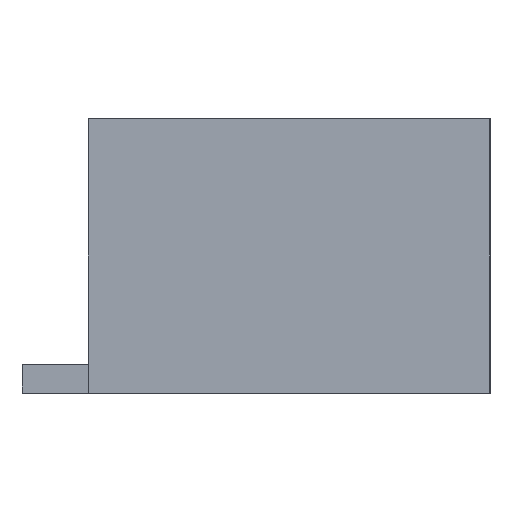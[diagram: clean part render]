
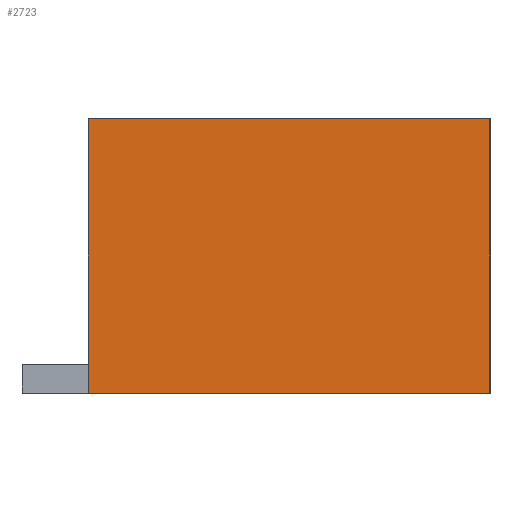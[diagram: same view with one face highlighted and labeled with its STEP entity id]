
A CAD part, left-side view. The second image highlights one B-rep face of the part: STEP entity #2723.
In plain terms, the highlighted planar face has unit normal (-1, 0, 0).
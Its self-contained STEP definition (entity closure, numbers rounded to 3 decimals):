
#152 = LINE ( 'NONE', #3541, #4920 ) ;
#166 = EDGE_CURVE ( 'NONE', #4293, #535, #1631, .T. ) ;
#180 = EDGE_CURVE ( 'NONE', #318, #4293, #152, .T. ) ;
#318 = VERTEX_POINT ( 'NONE', #2535 ) ;
#535 = VERTEX_POINT ( 'NONE', #1505 ) ;
#609 = DIRECTION ( 'NONE',  ( 1., 0., 0. ) ) ;
#718 = CARTESIAN_POINT ( 'NONE',  ( -6.5, 2.125, 2.9 ) ) ;
#951 = EDGE_LOOP ( 'NONE', ( #4026, #4021, #2472, #4147 ) ) ;
#991 = VERTEX_POINT ( 'NONE', #4448 ) ;
#1010 = DIRECTION ( 'NONE',  ( 0., -1., 0. ) ) ;
#1014 = LINE ( 'NONE', #1826, #2654 ) ;
#1505 = CARTESIAN_POINT ( 'NONE',  ( -6.5, -2.125, 0. ) ) ;
#1524 = EDGE_CURVE ( 'NONE', #991, #535, #1014, .T. ) ;
#1631 = LINE ( 'NONE', #3183, #2113 ) ;
#1753 = FACE_OUTER_BOUND ( 'NONE', #951, .T. ) ;
#1776 = DIRECTION ( 'NONE',  ( 0., 0., -1. ) ) ;
#1826 = CARTESIAN_POINT ( 'NONE',  ( -6.5, -2.125, 2.9 ) ) ;
#1997 = DIRECTION ( 'NONE',  ( 0., -1., 0. ) ) ;
#2113 = VECTOR ( 'NONE', #1997, 1000. ) ;
#2147 = PLANE ( 'NONE',  #2644 ) ;
#2472 = ORIENTED_EDGE ( 'NONE', *, *, #2748, .F. ) ;
#2535 = CARTESIAN_POINT ( 'NONE',  ( -6.5, 2.125, 2.9 ) ) ;
#2636 = LINE ( 'NONE', #718, #4982 ) ;
#2644 = AXIS2_PLACEMENT_3D ( 'NONE', #3298, #609, #1776 ) ;
#2654 = VECTOR ( 'NONE', #3347, 1000. ) ;
#2723 = ADVANCED_FACE ( 'NONE', ( #1753 ), #2147, .F. ) ;
#2748 = EDGE_CURVE ( 'NONE', #318, #991, #2636, .T. ) ;
#3183 = CARTESIAN_POINT ( 'NONE',  ( -6.5, 2.125, 0. ) ) ;
#3298 = CARTESIAN_POINT ( 'NONE',  ( -6.5, 2.125, 2.9 ) ) ;
#3347 = DIRECTION ( 'NONE',  ( 0., 0., -1. ) ) ;
#3541 = CARTESIAN_POINT ( 'NONE',  ( -6.5, 2.125, 2.9 ) ) ;
#3978 = CARTESIAN_POINT ( 'NONE',  ( -6.5, 2.125, 0. ) ) ;
#4021 = ORIENTED_EDGE ( 'NONE', *, *, #1524, .F. ) ;
#4026 = ORIENTED_EDGE ( 'NONE', *, *, #166, .T. ) ;
#4147 = ORIENTED_EDGE ( 'NONE', *, *, #180, .T. ) ;
#4293 = VERTEX_POINT ( 'NONE', #3978 ) ;
#4448 = CARTESIAN_POINT ( 'NONE',  ( -6.5, -2.125, 2.9 ) ) ;
#4741 = DIRECTION ( 'NONE',  ( 0., 0., -1. ) ) ;
#4920 = VECTOR ( 'NONE', #4741, 1000. ) ;
#4982 = VECTOR ( 'NONE', #1010, 1000. ) ;
